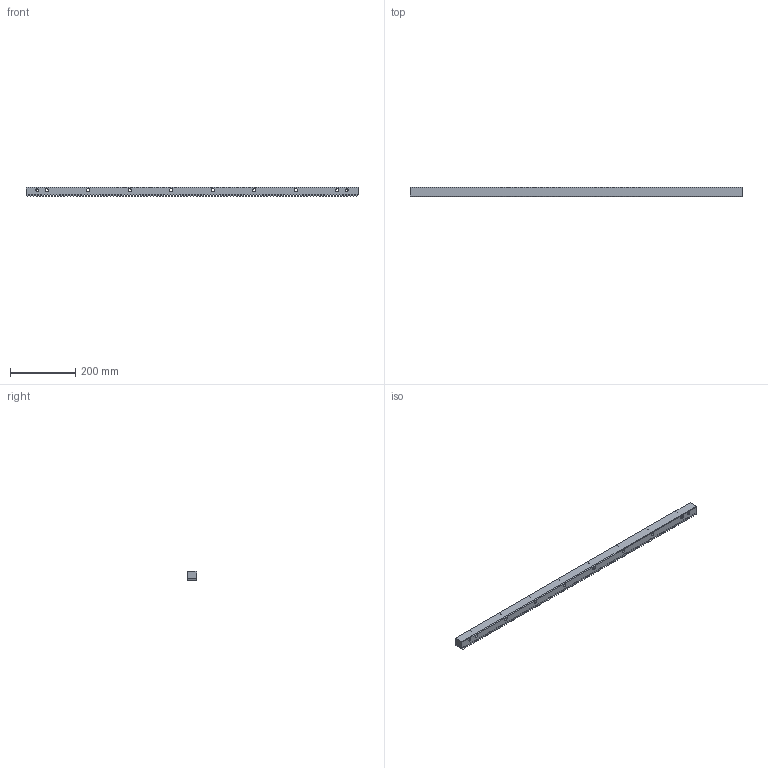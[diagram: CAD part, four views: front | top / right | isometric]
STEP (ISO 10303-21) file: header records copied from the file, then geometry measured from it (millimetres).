
FILE_DESCRIPTION(('STEP AP214'),'1');
FILE_NAME('144-030-210.stp','2017-10-10T13:04:34',('TraceParts'),('TraceParts S.A.'),'Spatial InterOp 3D',' ',' ');
FILE_SCHEMA(('automotive_design'));
Length unit declared in the file: millimetre
Products named in the file (1): 144-030-210
Bounding box: 1017.23 x 29 x 29 mm (x, y, z)
Volume: 731735.9 mm3; surface area: 149614.9 mm2
Topology: 1 solids, 1 shells, 483 faces, 1419 edges, 946 vertices
Faces by surface type: plane 447, cylinder 36
Entity records: 19714 total; most frequent: CARTESIAN_POINT 2849, ORIENTED_EDGE 2838, DIRECTION 2459, EDGE_CURVE 1419, LINE 1347, VECTOR 1347, VERTEX_POINT 946, AXIS2_PLACEMENT_3D 556
